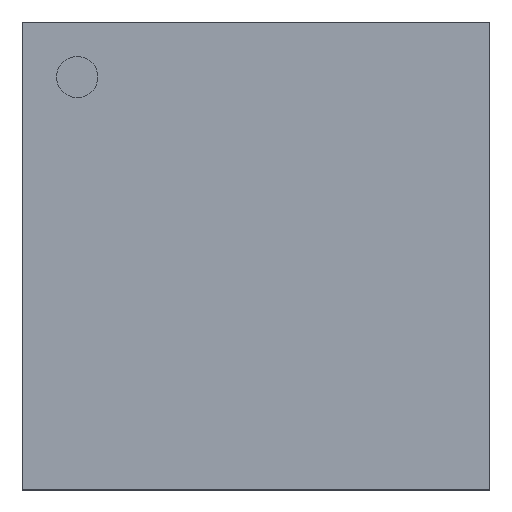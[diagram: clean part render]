
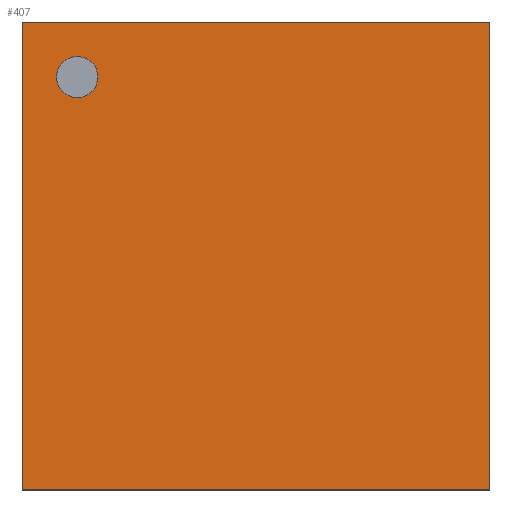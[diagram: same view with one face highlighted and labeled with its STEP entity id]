
A CAD part, top view. The second image highlights one B-rep face of the part: STEP entity #407.
In plain terms, the highlighted planar face has unit normal (0, 0, 1).
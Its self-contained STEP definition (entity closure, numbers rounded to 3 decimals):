
#47=PLANE('',#559);
#70=FACE_BOUND('',#145,.T.);
#96=FACE_OUTER_BOUND('',#144,.T.);
#144=EDGE_LOOP('',(#314,#315,#316,#317));
#145=EDGE_LOOP('',(#318));
#175=CIRCLE('',#552,0.75);
#191=VERTEX_POINT('',#778);
#193=VERTEX_POINT('',#784);
#194=VERTEX_POINT('',#785);
#197=VERTEX_POINT('',#793);
#199=VERTEX_POINT('',#799);
#231=EDGE_CURVE('',#191,#191,#175,.T.);
#233=EDGE_CURVE('',#193,#194,#447,.T.);
#237=EDGE_CURVE('',#197,#193,#451,.T.);
#240=EDGE_CURVE('',#199,#197,#454,.T.);
#243=EDGE_CURVE('',#194,#199,#457,.T.);
#314=ORIENTED_EDGE('',*,*,#240,.F.);
#315=ORIENTED_EDGE('',*,*,#243,.F.);
#316=ORIENTED_EDGE('',*,*,#233,.F.);
#317=ORIENTED_EDGE('',*,*,#237,.F.);
#318=ORIENTED_EDGE('',*,*,#231,.T.);
#407=ADVANCED_FACE('',(#96,#70),#47,.T.);
#447=LINE('',#786,#484);
#451=LINE('',#794,#488);
#454=LINE('',#800,#491);
#457=LINE('',#805,#494);
#484=VECTOR('',#651,1.);
#488=VECTOR('',#657,1.);
#491=VECTOR('',#662,1.);
#494=VECTOR('',#667,1.);
#552=AXIS2_PLACEMENT_3D('',#779,#643,#644);
#559=AXIS2_PLACEMENT_3D('',#807,#669,#670);
#643=DIRECTION('center_axis',(0.,0.,-1.));
#644=DIRECTION('ref_axis',(1.,0.,0.));
#651=DIRECTION('',(0.,-1.,0.));
#657=DIRECTION('',(1.,0.,0.));
#662=DIRECTION('',(0.,1.,0.));
#667=DIRECTION('',(-1.,0.,0.));
#669=DIRECTION('center_axis',(0.,0.,1.));
#670=DIRECTION('ref_axis',(1.,0.,0.));
#778=CARTESIAN_POINT('',(-5.75,6.5,10.));
#779=CARTESIAN_POINT('Origin',(-6.5,6.5,10.));
#784=CARTESIAN_POINT('',(8.5,8.5,10.));
#785=CARTESIAN_POINT('',(8.5,-8.5,10.));
#786=CARTESIAN_POINT('',(8.5,8.5,10.));
#793=CARTESIAN_POINT('',(-8.5,8.5,10.));
#794=CARTESIAN_POINT('',(-8.5,8.5,10.));
#799=CARTESIAN_POINT('',(-8.5,-8.5,10.));
#800=CARTESIAN_POINT('',(-8.5,-8.5,10.));
#805=CARTESIAN_POINT('',(8.5,-8.5,10.));
#807=CARTESIAN_POINT('Origin',(0.,0.,10.));
